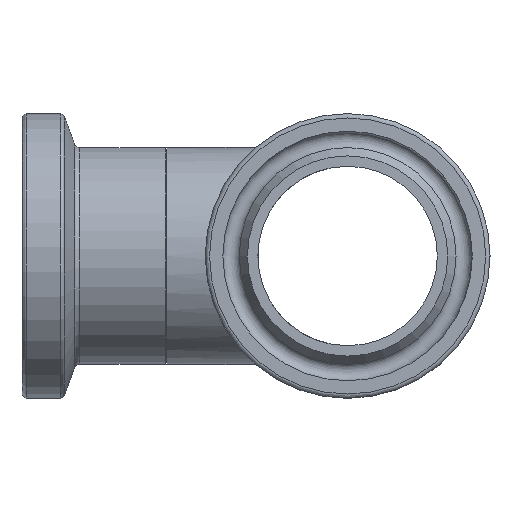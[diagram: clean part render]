
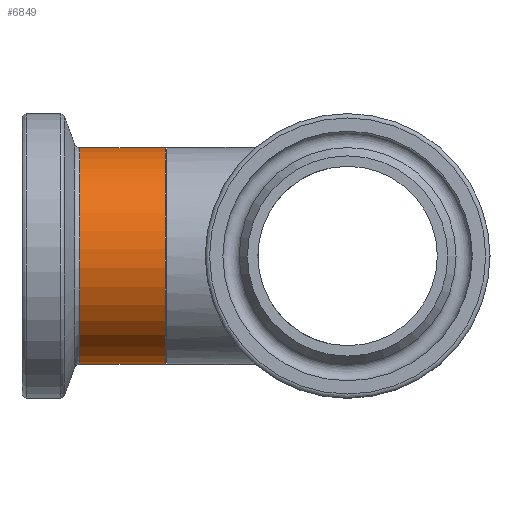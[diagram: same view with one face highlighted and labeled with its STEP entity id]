
A CAD part, left-side view. The second image highlights one B-rep face of the part: STEP entity #6849.
In plain terms, the highlighted cylindrical face has radius 9.525 mm (diameter 19.05 mm), a full revolution.
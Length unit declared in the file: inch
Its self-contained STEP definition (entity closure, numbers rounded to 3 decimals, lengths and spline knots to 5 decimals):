
#110=FACE_BOUND('',#1260,.T.);
#833=FACE_OUTER_BOUND('',#1259,.T.);
#1259=EDGE_LOOP('',(#6280));
#1260=EDGE_LOOP('',(#6281));
#2364=CIRCLE('',#7227,0.375);
#2366=CIRCLE('',#7230,0.375);
#3381=VERTEX_POINT('',#14923);
#3383=VERTEX_POINT('',#14928);
#4366=EDGE_CURVE('',#3381,#3381,#2364,.T.);
#4368=EDGE_CURVE('',#3383,#3383,#2366,.T.);
#6280=ORIENTED_EDGE('',*,*,#4368,.F.);
#6281=ORIENTED_EDGE('',*,*,#4366,.F.);
#6423=CYLINDRICAL_SURFACE('',#7229,0.375);
#6849=ADVANCED_FACE('',(#833,#110),#6423,.T.);
#7227=AXIS2_PLACEMENT_3D('',#14924,#8418,#8419);
#7229=AXIS2_PLACEMENT_3D('',#14927,#8422,#8423);
#7230=AXIS2_PLACEMENT_3D('',#14929,#8424,#8425);
#8418=DIRECTION('center_axis',(0.,-1.,0.));
#8419=DIRECTION('ref_axis',(-0.959,0.,-0.285));
#8422=DIRECTION('center_axis',(0.,-1.,0.));
#8423=DIRECTION('ref_axis',(0.959,0.,0.285));
#8424=DIRECTION('center_axis',(0.,1.,0.));
#8425=DIRECTION('ref_axis',(-0.959,0.,-0.285));
#14923=CARTESIAN_POINT('',(2.47833,0.88229,-0.13705));
#14924=CARTESIAN_POINT('Origin',(2.11886,0.88229,-0.24386));
#14927=CARTESIAN_POINT('Origin',(2.11886,1.0345,-0.24386));
#14928=CARTESIAN_POINT('',(2.47833,1.1777,-0.13705));
#14929=CARTESIAN_POINT('Origin',(2.11886,1.1777,-0.24386));
